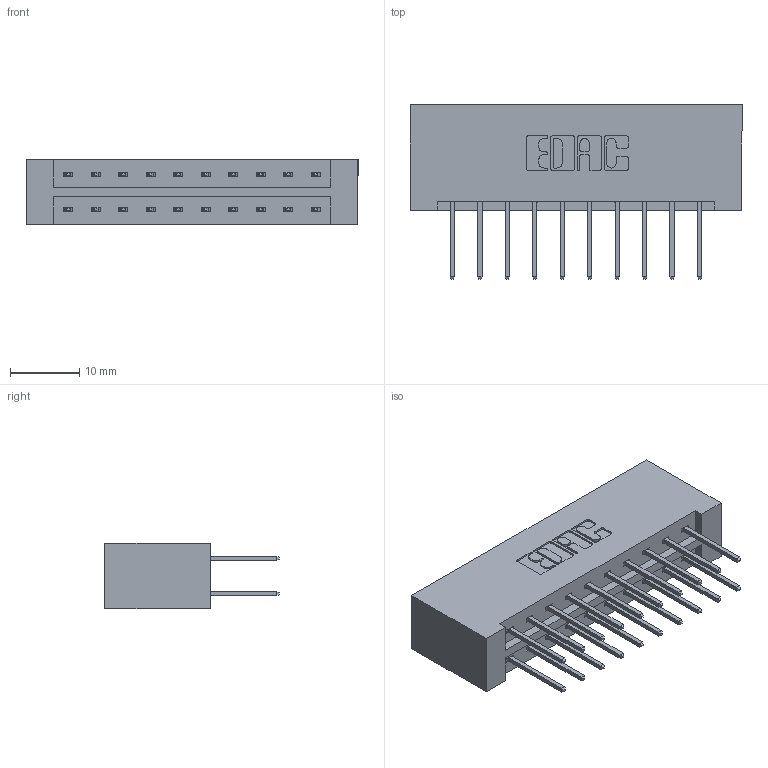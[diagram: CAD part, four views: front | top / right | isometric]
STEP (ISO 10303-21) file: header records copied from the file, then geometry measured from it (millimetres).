
FILE_DESCRIPTION (( 'STEP AP203' ), '1' );
FILE_NAME ('833-020-523-201.STEP', '2020-06-01T12:20:37', ( '' ), ( '' ), 'SwSTEP 2.0', 'SolidWorks 2020', '' );
FILE_SCHEMA (( 'CONFIG_CONTROL_DESIGN' ));
Length unit declared in the file: inch
Products named in the file (3): 345-292-001_345-293-123; 833-020-523-201; 833 Part_Lugless
Assembly tree (21 placements, depth 2):
  833-020-523-201
    833 Part_Lugless
    345-292-001_345-293-123  x20
Bounding box: 47.88 x 25.15 x 9.4 mm (x, y, z)
Volume: 5262.1 mm3; surface area: 6095.7 mm2
Topology: 21 solids, 21 shells, 1146 faces, 3387 edges, 2230 vertices
Faces by surface type: plane 786, cylinder 360
Entity records: 10313 total; most frequent: CARTESIAN_POINT 1746, ORIENTED_EDGE 1682, DIRECTION 1541, EDGE_CURVE 841, LINE 721, VECTOR 721, VERTEX_POINT 558, AXIS2_PLACEMENT_3D 410
